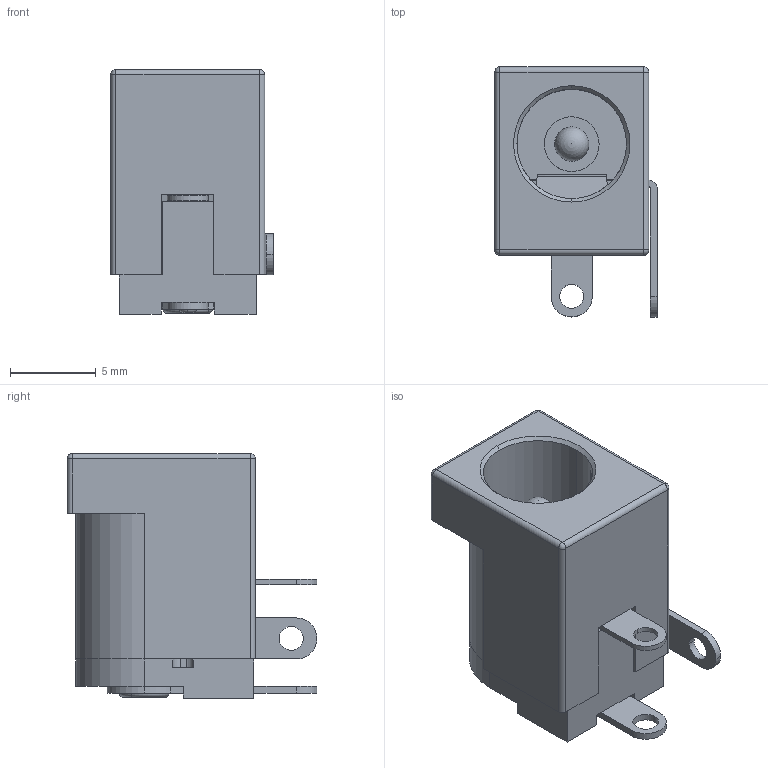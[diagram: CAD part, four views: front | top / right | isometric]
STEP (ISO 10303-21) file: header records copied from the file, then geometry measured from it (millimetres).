
FILE_DESCRIPTION (( 'STEP AP214' ), '1' );
FILE_NAME ('54-00166.STEP', '2023-07-31T10:45:02', ( '' ), ( '' ), 'SwSTEP 2.0', 'SolidWorks 2021', '' );
FILE_SCHEMA (( 'AUTOMOTIVE_DESIGN' ));
Length unit declared in the file: millimetre
Products named in the file (8): 54-00166; 54-00166_backplate; 54-00166_spring terminal; 54-00166_switch terminal; 54-00166_center pin; 54-00166_center terminal; 54-00166_insulator
Assembly tree (7 placements, depth 3):
  54-00166
    54-00166
      54-00166_insulator
      54-00166_backplate
      54-00166_center pin
      54-00166_center terminal
      54-00166_spring terminal
      54-00166_switch terminal
Bounding box: 9.5 x 14.6 x 14.3 mm (x, y, z)
Volume: 751.3 mm3; surface area: 1714 mm2
Topology: 6 solids, 6 shells, 210 faces, 545 edges, 343 vertices
Faces by surface type: plane 112, cylinder 73, torus 10, bspline 6, sphere 5, cone 4
Entity records: 6906 total; most frequent: CARTESIAN_POINT 1414, DIRECTION 1104, ORIENTED_EDGE 1072, EDGE_CURVE 536, AXIS2_PLACEMENT_3D 371, VECTOR 362, LINE 362, VERTEX_POINT 341
